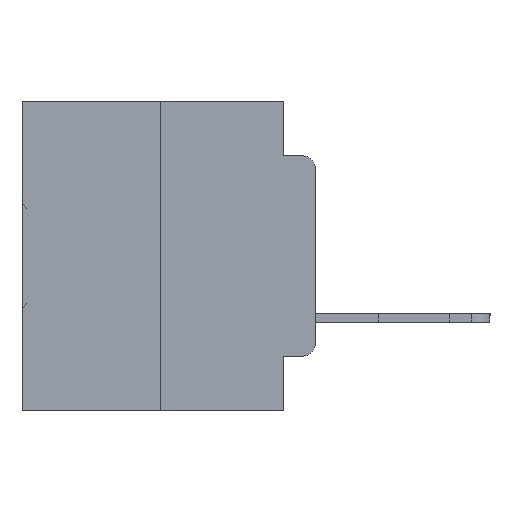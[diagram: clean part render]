
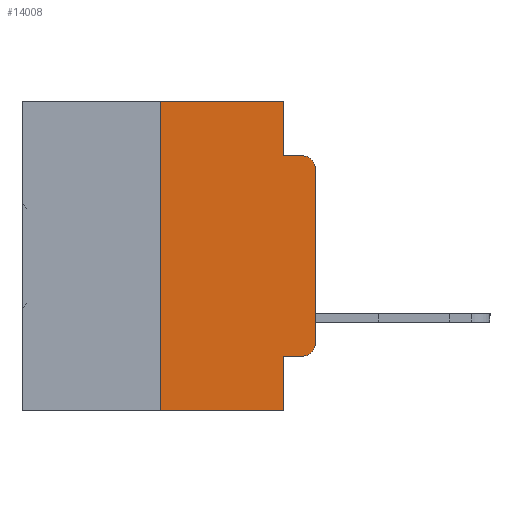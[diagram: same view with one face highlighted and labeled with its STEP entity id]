
A CAD part, left-side view. The second image highlights one B-rep face of the part: STEP entity #14008.
In plain terms, the highlighted planar face has unit normal (-1, 0, 0).
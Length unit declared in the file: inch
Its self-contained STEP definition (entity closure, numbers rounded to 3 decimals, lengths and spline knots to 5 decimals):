
#2120 = VERTEX_POINT ( 'NONE', #15601 ) ;
#3033 = DIRECTION ( 'NONE',  ( -1., 0., 0. ) ) ;
#3189 = CARTESIAN_POINT ( 'NONE',  ( 0., 0., -0.1085 ) ) ;
#3277 = DIRECTION ( 'NONE',  ( -1., 0., 0. ) ) ;
#3800 = CARTESIAN_POINT ( 'NONE',  ( 0., 0.25, -0.5 ) ) ;
#4456 = VERTEX_POINT ( 'NONE', #3800 ) ;
#5358 = VECTOR ( 'NONE', #21666, 39.37008 ) ;
#5718 = CARTESIAN_POINT ( 'NONE',  ( 0., 0.473, 0. ) ) ;
#6073 = EDGE_CURVE ( 'NONE', #31301, #7219, #7975, .T. ) ;
#6098 = DIRECTION ( 'NONE',  ( 0., 0., -1. ) ) ;
#6520 = EDGE_CURVE ( 'NONE', #2120, #20816, #8718, .T. ) ;
#6685 = LINE ( 'NONE', #18784, #32711 ) ;
#7219 = VERTEX_POINT ( 'NONE', #29709 ) ;
#7235 = VECTOR ( 'NONE', #30879, 39.37008 ) ;
#7975 = LINE ( 'NONE', #15881, #14075 ) ;
#8015 = LINE ( 'NONE', #5718, #7235 ) ;
#8348 = VERTEX_POINT ( 'NONE', #17388 ) ;
#8494 = VERTEX_POINT ( 'NONE', #28001 ) ;
#8628 = VERTEX_POINT ( 'NONE', #3189 ) ;
#8718 = LINE ( 'NONE', #17309, #20669 ) ;
#9686 = ORIENTED_EDGE ( 'NONE', *, *, #23625, .T. ) ;
#10122 = ORIENTED_EDGE ( 'NONE', *, *, #19018, .T. ) ;
#10613 = LINE ( 'NONE', #26714, #5358 ) ;
#10903 = EDGE_LOOP ( 'NONE', ( #9686, #16456, #12126, #25510, #12952, #27860, #10122, #24350, #30935, #12581 ) ) ;
#11283 = VECTOR ( 'NONE', #22231, 39.37008 ) ;
#12014 = CARTESIAN_POINT ( 'NONE',  ( 0., 0., -0.3915 ) ) ;
#12092 = AXIS2_PLACEMENT_3D ( 'NONE', #27617, #30059, #15152 ) ;
#12126 = ORIENTED_EDGE ( 'NONE', *, *, #6520, .F. ) ;
#12129 = LINE ( 'NONE', #29733, #11283 ) ;
#12179 = CARTESIAN_POINT ( 'NONE',  ( 0., 0.051, -0.4115 ) ) ;
#12357 = DIRECTION ( 'NONE',  ( 0., -1., 0. ) ) ;
#12581 = ORIENTED_EDGE ( 'NONE', *, *, #23766, .T. ) ;
#12849 = DIRECTION ( 'NONE',  ( 0., 0., 1. ) ) ;
#12952 = ORIENTED_EDGE ( 'NONE', *, *, #31056, .F. ) ;
#14008 = ADVANCED_FACE ( 'NONE', ( #31261 ), #25108, .F. ) ;
#14075 = VECTOR ( 'NONE', #25875, 39.37008 ) ;
#14790 = EDGE_CURVE ( 'NONE', #4456, #31388, #27761, .T. ) ;
#15152 = DIRECTION ( 'NONE',  ( 0., 0., -1. ) ) ;
#15601 = CARTESIAN_POINT ( 'NONE',  ( 0., 0.051, -0.0885 ) ) ;
#15881 = CARTESIAN_POINT ( 'NONE',  ( 0., 0.051, 0. ) ) ;
#15981 = CIRCLE ( 'NONE', #22291, 0.02 ) ;
#16456 = ORIENTED_EDGE ( 'NONE', *, *, #22587, .T. ) ;
#17309 = CARTESIAN_POINT ( 'NONE',  ( 0., 0.051, -0.0885 ) ) ;
#17388 = CARTESIAN_POINT ( 'NONE',  ( 0., 0.051, 0. ) ) ;
#17770 = CARTESIAN_POINT ( 'NONE',  ( 0., 0.25, 0. ) ) ;
#18376 = CARTESIAN_POINT ( 'NONE',  ( 0., 0.02, -0.3915 ) ) ;
#18591 = CARTESIAN_POINT ( 'NONE',  ( 0., 0.02, -0.1085 ) ) ;
#18784 = CARTESIAN_POINT ( 'NONE',  ( 0., 0.051, 0. ) ) ;
#19018 = EDGE_CURVE ( 'NONE', #4456, #7219, #10613, .T. ) ;
#20169 = CARTESIAN_POINT ( 'NONE',  ( 0., 0., 0. ) ) ;
#20400 = CARTESIAN_POINT ( 'NONE',  ( 0., 0.02, -0.0885 ) ) ;
#20669 = VECTOR ( 'NONE', #12357, 39.37008 ) ;
#20816 = VERTEX_POINT ( 'NONE', #20400 ) ;
#20933 = DIRECTION ( 'NONE',  ( 0., 0., -1. ) ) ;
#21157 = DIRECTION ( 'NONE',  ( 0., 0., -1. ) ) ;
#21666 = DIRECTION ( 'NONE',  ( 0., -1., 0. ) ) ;
#22231 = DIRECTION ( 'NONE',  ( 0., -1., 0. ) ) ;
#22291 = AXIS2_PLACEMENT_3D ( 'NONE', #18376, #3033, #20933 ) ;
#22587 = EDGE_CURVE ( 'NONE', #8628, #20816, #29777, .T. ) ;
#23625 = EDGE_CURVE ( 'NONE', #29628, #8628, #25821, .T. ) ;
#23729 = AXIS2_PLACEMENT_3D ( 'NONE', #18591, #3277, #21157 ) ;
#23766 = EDGE_CURVE ( 'NONE', #8494, #29628, #15981, .T. ) ;
#24350 = ORIENTED_EDGE ( 'NONE', *, *, #6073, .F. ) ;
#24840 = EDGE_CURVE ( 'NONE', #8348, #2120, #6685, .T. ) ;
#25061 = VECTOR ( 'NONE', #32615, 39.37008 ) ;
#25108 = PLANE ( 'NONE',  #12092 ) ;
#25510 = ORIENTED_EDGE ( 'NONE', *, *, #24840, .F. ) ;
#25821 = LINE ( 'NONE', #20169, #25061 ) ;
#25875 = DIRECTION ( 'NONE',  ( 0., 0., -1. ) ) ;
#26714 = CARTESIAN_POINT ( 'NONE',  ( 0., 0.473, -0.5 ) ) ;
#27617 = CARTESIAN_POINT ( 'NONE',  ( 0., 0.473, 0. ) ) ;
#27761 = LINE ( 'NONE', #17770, #32763 ) ;
#27860 = ORIENTED_EDGE ( 'NONE', *, *, #14790, .F. ) ;
#28001 = CARTESIAN_POINT ( 'NONE',  ( 0., 0.02, -0.4115 ) ) ;
#29628 = VERTEX_POINT ( 'NONE', #12014 ) ;
#29709 = CARTESIAN_POINT ( 'NONE',  ( 0., 0.051, -0.5 ) ) ;
#29733 = CARTESIAN_POINT ( 'NONE',  ( 0., 0.051, -0.4115 ) ) ;
#29777 = CIRCLE ( 'NONE', #23729, 0.02 ) ;
#30059 = DIRECTION ( 'NONE',  ( 1., 0., 0. ) ) ;
#30403 = EDGE_CURVE ( 'NONE', #31301, #8494, #12129, .T. ) ;
#30879 = DIRECTION ( 'NONE',  ( 0., -1., 0. ) ) ;
#30935 = ORIENTED_EDGE ( 'NONE', *, *, #30403, .T. ) ;
#31056 = EDGE_CURVE ( 'NONE', #31388, #8348, #8015, .T. ) ;
#31261 = FACE_OUTER_BOUND ( 'NONE', #10903, .T. ) ;
#31301 = VERTEX_POINT ( 'NONE', #12179 ) ;
#31388 = VERTEX_POINT ( 'NONE', #32520 ) ;
#32520 = CARTESIAN_POINT ( 'NONE',  ( 0., 0.25, 0. ) ) ;
#32615 = DIRECTION ( 'NONE',  ( 0., 0., 1. ) ) ;
#32711 = VECTOR ( 'NONE', #6098, 39.37008 ) ;
#32763 = VECTOR ( 'NONE', #12849, 39.37008 ) ;
